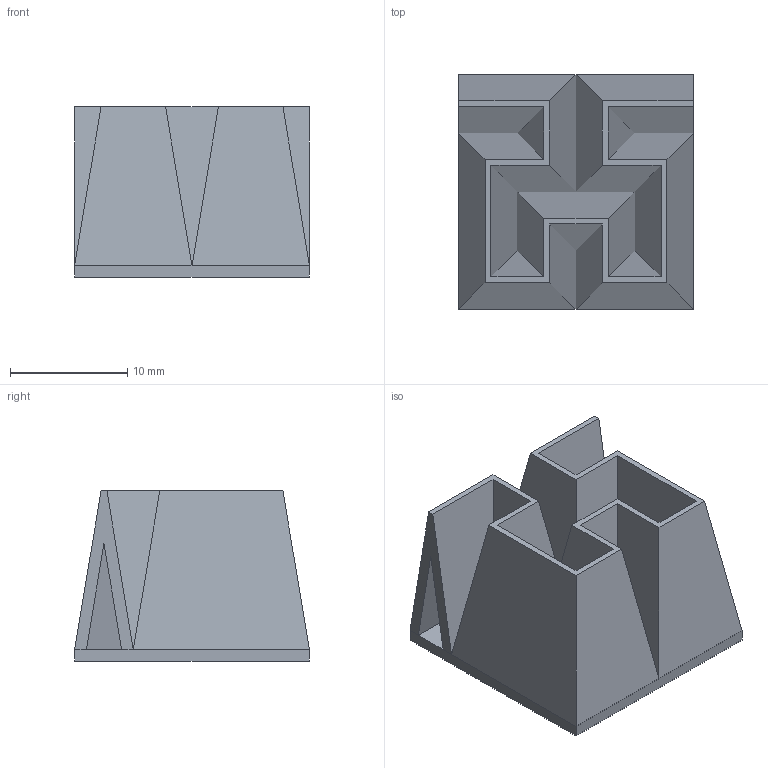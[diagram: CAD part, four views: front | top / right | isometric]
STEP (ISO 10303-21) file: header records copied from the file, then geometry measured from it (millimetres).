
FILE_DESCRIPTION(('FreeCAD Model'),'2;1');
FILE_NAME('double-wall','',('Matthew Petroff'),(''),'Open CASCADE STEP processor 7.3','FreeCAD','');
FILE_SCHEMA(('AUTOMOTIVE_DESIGN { 1 0 10303 214 1 1 1 1 }'));
Length unit declared in the file: millimetre
Products named in the file (1): double-wall
Bounding box: 20 x 20 x 14.5 mm (x, y, z)
Volume: 2290 mm3; surface area: 4456.9 mm2
Topology: 1 solids, 1 shells, 61 faces, 151 edges, 90 vertices
Faces by surface type: bspline 52, plane 9
Entity records: 2043 total; most frequent: CARTESIAN_POINT 588, ORIENTED_EDGE 302, EDGE_CURVE 151, B_SPLINE_CURVE_WITH_KNOTS 129, VERTEX_POINT 90, ADVANCED_FACE 61, FACE_BOUND 61, EDGE_LOOP 61
